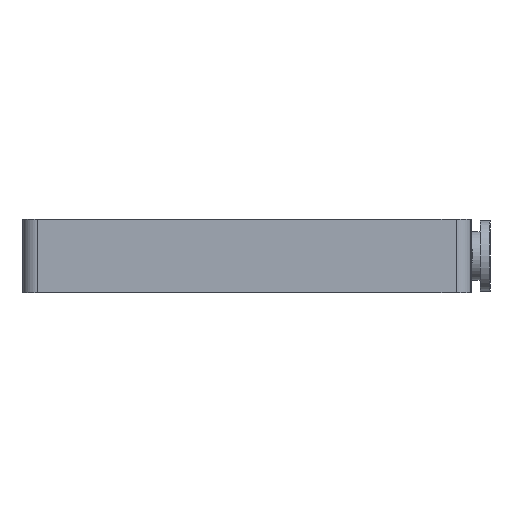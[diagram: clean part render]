
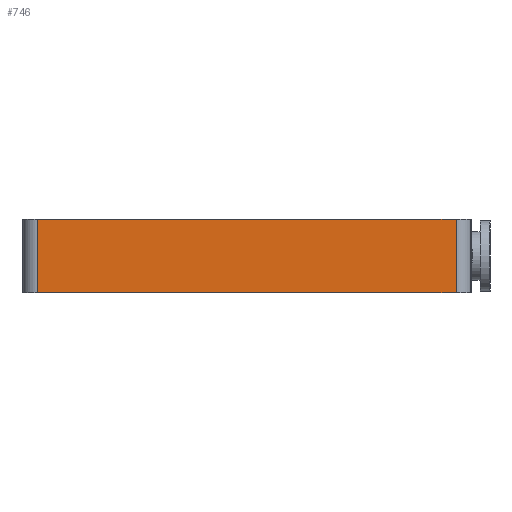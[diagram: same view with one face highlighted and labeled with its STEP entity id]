
A CAD part, front view. The second image highlights one B-rep face of the part: STEP entity #746.
In plain terms, the highlighted planar face has unit normal (0, -1, 0).
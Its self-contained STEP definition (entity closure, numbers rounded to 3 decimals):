
#159 = LINE ( 'NONE', #3481, #3158 ) ;
#230 = ORIENTED_EDGE ( 'NONE', *, *, #1437, .F. ) ;
#468 = DIRECTION ( 'NONE',  ( 0., 0., -1. ) ) ;
#606 = DIRECTION ( 'NONE',  ( 1., 0., 0. ) ) ;
#746 = ADVANCED_FACE ( 'NONE', ( #958 ), #4298, .F. ) ;
#931 = EDGE_CURVE ( 'NONE', #2039, #1718, #1246, .T. ) ;
#934 = CARTESIAN_POINT ( 'NONE',  ( -40., -41., 7. ) ) ;
#958 = FACE_OUTER_BOUND ( 'NONE', #2586, .T. ) ;
#1074 = EDGE_CURVE ( 'NONE', #4235, #2925, #3426, .T. ) ;
#1246 = LINE ( 'NONE', #2101, #2361 ) ;
#1258 = LINE ( 'NONE', #934, #1378 ) ;
#1378 = VECTOR ( 'NONE', #2806, 1000. ) ;
#1437 = EDGE_CURVE ( 'NONE', #2925, #1718, #159, .T. ) ;
#1580 = AXIS2_PLACEMENT_3D ( 'NONE', #2098, #3937, #1705 ) ;
#1705 = DIRECTION ( 'NONE',  ( 0., 0., 1. ) ) ;
#1718 = VERTEX_POINT ( 'NONE', #4485 ) ;
#1754 = ORIENTED_EDGE ( 'NONE', *, *, #2086, .T. ) ;
#1786 = DIRECTION ( 'NONE',  ( 1., 0., 0. ) ) ;
#2039 = VERTEX_POINT ( 'NONE', #3515 ) ;
#2086 = EDGE_CURVE ( 'NONE', #4235, #2039, #1258, .T. ) ;
#2098 = CARTESIAN_POINT ( 'NONE',  ( -40., -41., 7. ) ) ;
#2101 = CARTESIAN_POINT ( 'NONE',  ( -40., -41., -7. ) ) ;
#2361 = VECTOR ( 'NONE', #606, 1000. ) ;
#2586 = EDGE_LOOP ( 'NONE', ( #1754, #3602, #230, #2656 ) ) ;
#2656 = ORIENTED_EDGE ( 'NONE', *, *, #1074, .F. ) ;
#2806 = DIRECTION ( 'NONE',  ( 0., 0., -1. ) ) ;
#2925 = VERTEX_POINT ( 'NONE', #3790 ) ;
#3158 = VECTOR ( 'NONE', #468, 1000. ) ;
#3316 = CARTESIAN_POINT ( 'NONE',  ( -40., -41., 7. ) ) ;
#3426 = LINE ( 'NONE', #3316, #3666 ) ;
#3481 = CARTESIAN_POINT ( 'NONE',  ( 40., -41., 7. ) ) ;
#3515 = CARTESIAN_POINT ( 'NONE',  ( -40., -41., -7. ) ) ;
#3602 = ORIENTED_EDGE ( 'NONE', *, *, #931, .T. ) ;
#3666 = VECTOR ( 'NONE', #1786, 1000. ) ;
#3790 = CARTESIAN_POINT ( 'NONE',  ( 40., -41., 7. ) ) ;
#3937 = DIRECTION ( 'NONE',  ( 0., 1., 0. ) ) ;
#4210 = CARTESIAN_POINT ( 'NONE',  ( -40., -41., 7. ) ) ;
#4235 = VERTEX_POINT ( 'NONE', #4210 ) ;
#4298 = PLANE ( 'NONE',  #1580 ) ;
#4485 = CARTESIAN_POINT ( 'NONE',  ( 40., -41., -7. ) ) ;
